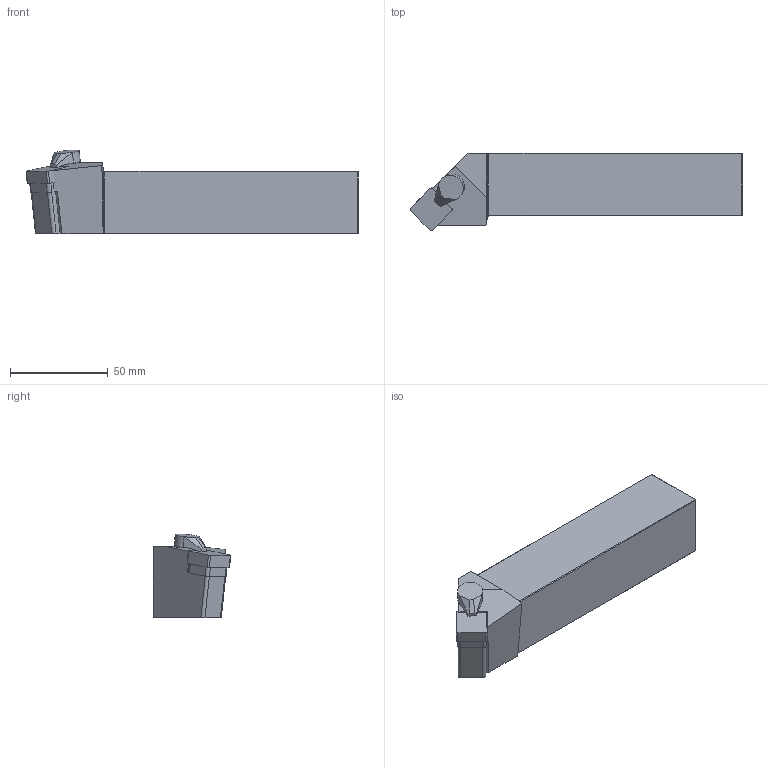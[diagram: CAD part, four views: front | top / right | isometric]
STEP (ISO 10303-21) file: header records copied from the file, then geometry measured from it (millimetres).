
FILE_DESCRIPTION(/* description */ (''),/* implementation_level */ '2;1');
FILE_NAME(/* name */ 'PSSNR-3232-P15C.stp',/* time_stamp */ '2023-09-28T18:41:37+03:00',/* author */ (''),/* organization */ (''),/* preprocessor_version */ 'ST-DEVELOPER v19.4',/* originating_system */ 'SIEMENS PLM Software NX2306.3001',/* authorisation */ '');
FILE_SCHEMA (('AUTOMOTIVE_DESIGN { 1 0 10303 214 3 1 1 1 }'));
Length unit declared in the file: millimetre
Products named in the file (1): PSSNR-3232-P15C
Bounding box: 169.67 x 39.67 x 42.92 mm (x, y, z)
Volume: 166121.3 mm3; surface area: 24148.6 mm2
Topology: 2 solids, 2 shells, 72 faces, 179 edges, 112 vertices
Faces by surface type: plane 53, cylinder 14, cone 3, bspline 1, torus 1
Entity records: 2163 total; most frequent: CARTESIAN_POINT 416, ORIENTED_EDGE 358, DIRECTION 349, EDGE_CURVE 179, LINE 137, VECTOR 137, VERTEX_POINT 112, AXIS2_PLACEMENT_3D 106
